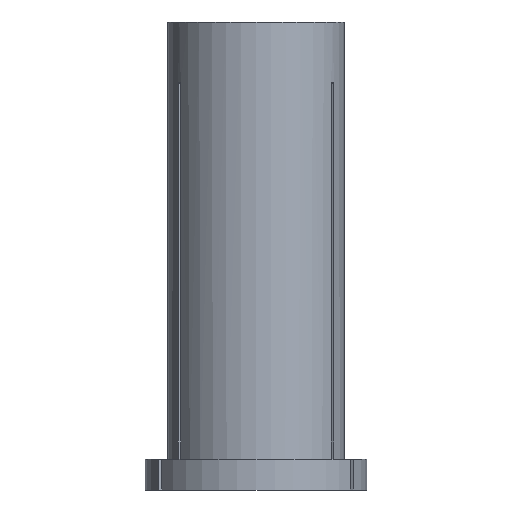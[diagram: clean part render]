
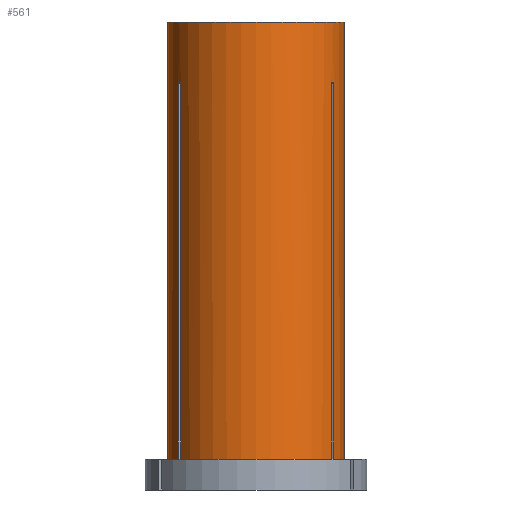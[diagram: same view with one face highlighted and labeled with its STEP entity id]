
A CAD part, front view. The second image highlights one B-rep face of the part: STEP entity #561.
In plain terms, the highlighted cylindrical face has radius 10 mm (diameter 20 mm), a partial arc.
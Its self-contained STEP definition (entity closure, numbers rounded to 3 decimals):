
#15 = FACE_OUTER_BOUND ( 'NONE', #1533, .T. ) ;
#30 = EDGE_CURVE ( 'NONE', #206, #36, #1223, .T. ) ;
#33 = ORIENTED_EDGE ( 'NONE', *, *, #300, .T. ) ;
#36 = VERTEX_POINT ( 'NONE', #628 ) ;
#47 = CIRCLE ( 'NONE', #1048, 10. ) ;
#87 = ORIENTED_EDGE ( 'NONE', *, *, #882, .F. ) ;
#104 = VECTOR ( 'NONE', #417, 1000. ) ;
#105 = ORIENTED_EDGE ( 'NONE', *, *, #30, .T. ) ;
#115 = EDGE_CURVE ( 'NONE', #726, #1314, #818, .T. ) ;
#121 = CARTESIAN_POINT ( 'NONE',  ( 8.506, -5.258, -6.812 ) ) ;
#166 = EDGE_CURVE ( 'NONE', #800, #741, #1007, .T. ) ;
#168 = AXIS2_PLACEMENT_3D ( 'NONE', #415, #702, #1155 ) ;
#183 = ORIENTED_EDGE ( 'NONE', *, *, #555, .T. ) ;
#199 = CARTESIAN_POINT ( 'NONE',  ( -8.662, -5., -6.808 ) ) ;
#205 = CARTESIAN_POINT ( 'NONE',  ( 0., 0., -49.4 ) ) ;
#206 = VERTEX_POINT ( 'NONE', #1005 ) ;
#229 = DIRECTION ( 'NONE',  ( 0., 0., 1. ) ) ;
#230 = AXIS2_PLACEMENT_3D ( 'NONE', #563, #229, #935 ) ;
#253 = LINE ( 'NONE', #1042, #1154 ) ;
#300 = EDGE_CURVE ( 'NONE', #1100, #741, #331, .T. ) ;
#310 = ORIENTED_EDGE ( 'NONE', *, *, #1088, .F. ) ;
#315 = CARTESIAN_POINT ( 'NONE',  ( 8.506, -5.258, -6.812 ) ) ;
#319 = CARTESIAN_POINT ( 'NONE',  ( 0., 0., -49.4 ) ) ;
#321 = VECTOR ( 'NONE', #831, 1000. ) ;
#327 = VECTOR ( 'NONE', #594, 1000. ) ;
#331 = B_SPLINE_CURVE_WITH_KNOTS ( 'NONE', 3,
 ( #315, #827, #412, #549, #1000 ),
 .UNSPECIFIED., .F., .F.,
 ( 4, 1, 4 ),
 ( 0.065, 0.065, 0.065 ),
 .UNSPECIFIED. ) ;
#367 = LINE ( 'NONE', #748, #321 ) ;
#387 = CARTESIAN_POINT ( 'NONE',  ( 8.806, -4.738, -49.4 ) ) ;
#389 = CARTESIAN_POINT ( 'NONE',  ( -8.559, -5.172, -6.81 ) ) ;
#412 = CARTESIAN_POINT ( 'NONE',  ( 8.661, -5.001, -6.808 ) ) ;
#415 = CARTESIAN_POINT ( 'NONE',  ( 0., 0., -49.4 ) ) ;
#417 = DIRECTION ( 'NONE',  ( 0., 0., 1. ) ) ;
#426 = DIRECTION ( 'NONE',  ( 0., 0., 1. ) ) ;
#449 = DIRECTION ( 'NONE',  ( 0., 0., 1. ) ) ;
#453 = VERTEX_POINT ( 'NONE', #1493 ) ;
#498 = CARTESIAN_POINT ( 'NONE',  ( 10., 0., 0. ) ) ;
#503 = DIRECTION ( 'NONE',  ( 0., 0., 1. ) ) ;
#549 = CARTESIAN_POINT ( 'NONE',  ( 8.759, -4.826, -6.81 ) ) ;
#555 = EDGE_CURVE ( 'NONE', #800, #206, #47, .T. ) ;
#559 = CYLINDRICAL_SURFACE ( 'NONE', #1278, 10. ) ;
#561 = ADVANCED_FACE ( 'NONE', ( #15 ), #559, .T. ) ;
#563 = CARTESIAN_POINT ( 'NONE',  ( 0., 0., 0. ) ) ;
#581 = DIRECTION ( 'NONE',  ( 0., 0., 1. ) ) ;
#585 = ORIENTED_EDGE ( 'NONE', *, *, #166, .F. ) ;
#594 = DIRECTION ( 'NONE',  ( 0., 0., 1. ) ) ;
#619 = VERTEX_POINT ( 'NONE', #977 ) ;
#628 = CARTESIAN_POINT ( 'NONE',  ( 10., 0., 0. ) ) ;
#646 = CARTESIAN_POINT ( 'NONE',  ( 8.806, -4.738, 0. ) ) ;
#702 = DIRECTION ( 'NONE',  ( 0., 0., 1. ) ) ;
#724 = DIRECTION ( 'NONE',  ( 0., 0., 1. ) ) ;
#726 = VERTEX_POINT ( 'NONE', #869 ) ;
#730 = CARTESIAN_POINT ( 'NONE',  ( -8.759, -4.826, -6.81 ) ) ;
#741 = VERTEX_POINT ( 'NONE', #921 ) ;
#743 = CARTESIAN_POINT ( 'NONE',  ( -8.806, -4.738, -6.812 ) ) ;
#748 = CARTESIAN_POINT ( 'NONE',  ( -8.806, -4.738, 0. ) ) ;
#778 = VERTEX_POINT ( 'NONE', #1364 ) ;
#780 = EDGE_CURVE ( 'NONE', #778, #1100, #1486, .T. ) ;
#782 = ORIENTED_EDGE ( 'NONE', *, *, #834, .T. ) ;
#784 = ORIENTED_EDGE ( 'NONE', *, *, #1355, .T. ) ;
#791 = CARTESIAN_POINT ( 'NONE',  ( -8.506, -5.258, -6.812 ) ) ;
#800 = VERTEX_POINT ( 'NONE', #387 ) ;
#818 = LINE ( 'NONE', #960, #1080 ) ;
#822 = CARTESIAN_POINT ( 'NONE',  ( 8.506, -5.258, 0. ) ) ;
#827 = CARTESIAN_POINT ( 'NONE',  ( 8.559, -5.173, -6.81 ) ) ;
#831 = DIRECTION ( 'NONE',  ( 0., 0., 1. ) ) ;
#834 = EDGE_CURVE ( 'NONE', #453, #778, #1064, .T. ) ;
#836 = VECTOR ( 'NONE', #426, 1000. ) ;
#856 = VERTEX_POINT ( 'NONE', #924 ) ;
#869 = CARTESIAN_POINT ( 'NONE',  ( -10., 0., -49.4 ) ) ;
#872 = DIRECTION ( 'NONE',  ( 0., 0., 1. ) ) ;
#882 = EDGE_CURVE ( 'NONE', #1314, #36, #1298, .T. ) ;
#903 = CARTESIAN_POINT ( 'NONE',  ( -8.806, -4.738, -49.4 ) ) ;
#912 = CARTESIAN_POINT ( 'NONE',  ( 0., 0., 0. ) ) ;
#921 = CARTESIAN_POINT ( 'NONE',  ( 8.806, -4.738, -6.812 ) ) ;
#924 = CARTESIAN_POINT ( 'NONE',  ( -8.806, -4.738, -6.812 ) ) ;
#935 = DIRECTION ( 'NONE',  ( 1., 0., 0. ) ) ;
#948 = EDGE_CURVE ( 'NONE', #856, #619, #1071, .T. ) ;
#950 = ORIENTED_EDGE ( 'NONE', *, *, #780, .T. ) ;
#960 = CARTESIAN_POINT ( 'NONE',  ( -10., 0., 0. ) ) ;
#963 = EDGE_CURVE ( 'NONE', #1508, #856, #367, .T. ) ;
#977 = CARTESIAN_POINT ( 'NONE',  ( -8.506, -5.258, -6.812 ) ) ;
#1000 = CARTESIAN_POINT ( 'NONE',  ( 8.806, -4.738, -6.812 ) ) ;
#1005 = CARTESIAN_POINT ( 'NONE',  ( 10., 0., -49.4 ) ) ;
#1007 = LINE ( 'NONE', #646, #104 ) ;
#1040 = CARTESIAN_POINT ( 'NONE',  ( -10., 0., 0. ) ) ;
#1042 = CARTESIAN_POINT ( 'NONE',  ( -8.506, -5.258, 0. ) ) ;
#1048 = AXIS2_PLACEMENT_3D ( 'NONE', #319, #449, #1367 ) ;
#1064 = CIRCLE ( 'NONE', #1344, 10. ) ;
#1071 = B_SPLINE_CURVE_WITH_KNOTS ( 'NONE', 3,
 ( #743, #730, #199, #389, #791 ),
 .UNSPECIFIED., .F., .F.,
 ( 4, 1, 4 ),
 ( 0.059, 0.059, 0.06 ),
 .UNSPECIFIED. ) ;
#1079 = DIRECTION ( 'NONE',  ( 1., 0., 0. ) ) ;
#1080 = VECTOR ( 'NONE', #872, 1000. ) ;
#1088 = EDGE_CURVE ( 'NONE', #453, #619, #253, .T. ) ;
#1100 = VERTEX_POINT ( 'NONE', #121 ) ;
#1104 = ORIENTED_EDGE ( 'NONE', *, *, #948, .T. ) ;
#1129 = CIRCLE ( 'NONE', #168, 10. ) ;
#1154 = VECTOR ( 'NONE', #724, 1000. ) ;
#1155 = DIRECTION ( 'NONE',  ( 1., 0., 0. ) ) ;
#1207 = ORIENTED_EDGE ( 'NONE', *, *, #115, .F. ) ;
#1223 = LINE ( 'NONE', #498, #327 ) ;
#1278 = AXIS2_PLACEMENT_3D ( 'NONE', #912, #581, #1429 ) ;
#1298 = CIRCLE ( 'NONE', #230, 10. ) ;
#1314 = VERTEX_POINT ( 'NONE', #1040 ) ;
#1320 = ORIENTED_EDGE ( 'NONE', *, *, #963, .T. ) ;
#1344 = AXIS2_PLACEMENT_3D ( 'NONE', #205, #503, #1079 ) ;
#1355 = EDGE_CURVE ( 'NONE', #726, #1508, #1129, .T. ) ;
#1364 = CARTESIAN_POINT ( 'NONE',  ( 8.506, -5.258, -49.4 ) ) ;
#1367 = DIRECTION ( 'NONE',  ( 1., 0., 0. ) ) ;
#1429 = DIRECTION ( 'NONE',  ( 1., 0., 0. ) ) ;
#1486 = LINE ( 'NONE', #822, #836 ) ;
#1493 = CARTESIAN_POINT ( 'NONE',  ( -8.506, -5.258, -49.4 ) ) ;
#1508 = VERTEX_POINT ( 'NONE', #903 ) ;
#1533 = EDGE_LOOP ( 'NONE', ( #1207, #784, #1320, #1104, #310, #782, #950, #33, #585, #183, #105, #87 ) ) ;
